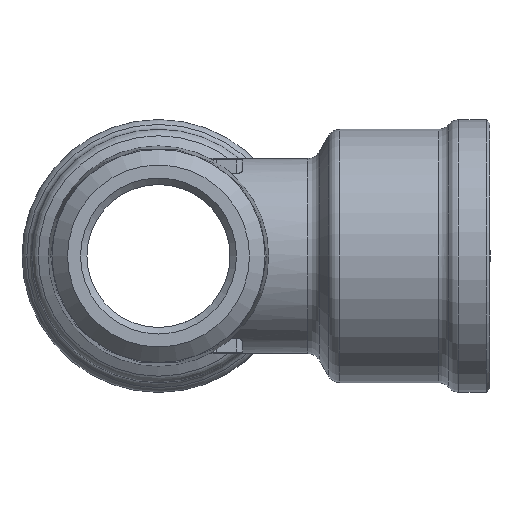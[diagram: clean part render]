
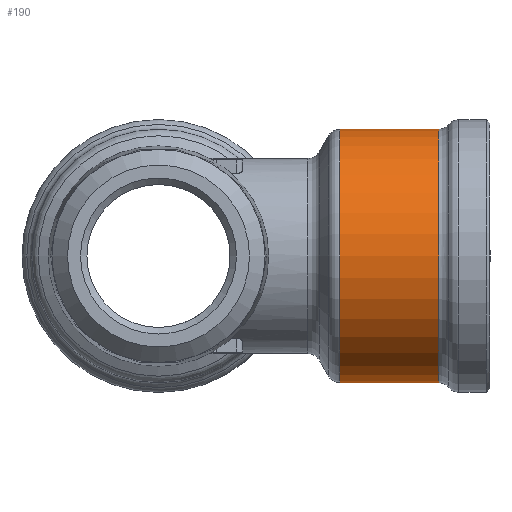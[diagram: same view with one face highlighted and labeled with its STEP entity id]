
A CAD part, left-side view. The second image highlights one B-rep face of the part: STEP entity #190.
In plain terms, the highlighted cylindrical face has radius 9.75 mm (diameter 19.5 mm), a full revolution.
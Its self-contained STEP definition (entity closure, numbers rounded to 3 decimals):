
#190 = ADVANCED_FACE( 'NONE', ( #457, #458 ), #459, .T. );
#457 = FACE_OUTER_BOUND( '', #1153, .T. );
#458 = FACE_OUTER_BOUND( '', #1154, .T. );
#459 = CYLINDRICAL_SURFACE( '', #1155, 9.75 );
#1153 = EDGE_LOOP( '', ( #1989 ) );
#1154 = EDGE_LOOP( '', ( #1990 ) );
#1155 = AXIS2_PLACEMENT_3D( '', #1991, #1992, #1993 );
#1989 = ORIENTED_EDGE( '', *, *, #2288, .F. );
#1990 = ORIENTED_EDGE( '', *, *, #2298, .T. );
#1991 = CARTESIAN_POINT( '', ( 0., 13.299, 0. ) );
#1992 = DIRECTION( '', ( 0., -1., 0. ) );
#1993 = DIRECTION( '', ( 0., 0., 1. ) );
#2288 = EDGE_CURVE( 'NONE', #2701, #2701, #2702, .T. );
#2298 = EDGE_CURVE( 'NONE', #2721, #2721, #2722, .T. );
#2701 = VERTEX_POINT( '', #3585 );
#2702 = CIRCLE( '', #3586, 9.75 );
#2721 = VERTEX_POINT( '', #3625 );
#2722 = CIRCLE( '', #3626, 9.75 );
#3585 = CARTESIAN_POINT( '', ( 0., -13.954, 9.75 ) );
#3586 = AXIS2_PLACEMENT_3D( '', #4079, #4080, #4081 );
#3625 = CARTESIAN_POINT( '', ( -9.75, -21.549, 0. ) );
#3626 = AXIS2_PLACEMENT_3D( '', #4103, #4104, #4105 );
#4079 = CARTESIAN_POINT( '', ( 0., -13.954, 0. ) );
#4080 = DIRECTION( '', ( 0., 1., 0. ) );
#4081 = DIRECTION( '', ( 0., 0., 1. ) );
#4103 = CARTESIAN_POINT( '', ( 0., -21.549, 0. ) );
#4104 = DIRECTION( '', ( 0., 1., 0. ) );
#4105 = DIRECTION( '', ( -1., 0., 0. ) );
